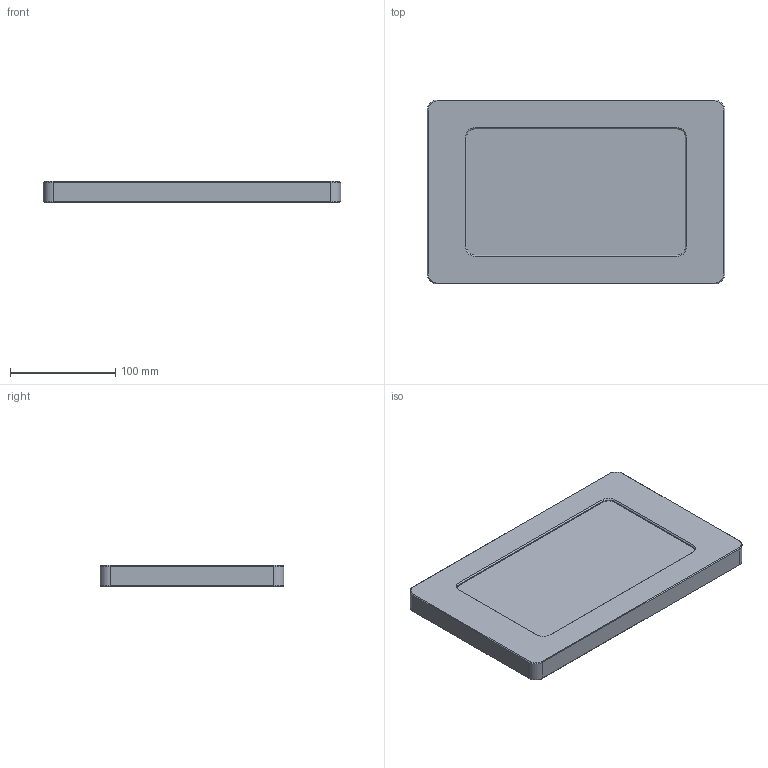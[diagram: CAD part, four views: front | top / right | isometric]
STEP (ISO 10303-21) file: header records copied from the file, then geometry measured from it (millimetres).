
FILE_DESCRIPTION(/* description */ (''),/* implementation_level */ '2;1');
FILE_NAME(/* name */ 'VB_VESA_GTA080Y17.step',/* time_stamp */ '2019-08-23T13:24:25-04:00',/* author */ ('NickC'),/* organization */ (''),/* preprocessor_version */ 'ST-DEVELOPER v17',/* originating_system */ 'Autodesk Inventor 2019',/* authorisation */ '');
FILE_SCHEMA (('AUTOMOTIVE_DESIGN { 1 0 10303 214 3 1 1 }'));
Products named in the file (1): Part2
Bounding box: 283.24 x 175.01 x 20.07 mm (x, y, z)
Volume: 926392.5 mm3; surface area: 122042.6 mm2
Topology: 1 solids, 6 shells, 1064 faces, 2842 edges, 1884 vertices
Faces by surface type: plane 685, cylinder 162, bspline 115, cone 102
Full cylindrical faces by diameter (mm): 2.438 x14, 3.251 x4, 3.306 x48, 4.166 x43, 4.496 x8, 6.3 x4, 38.1 x1
Entity records: 41029 total; most frequent: CARTESIAN_POINT 15096, ORIENTED_EDGE 5684, DIRECTION 4492, EDGE_CURVE 2842, LINE 1948, VECTOR 1948, VERTEX_POINT 1884, AXIS2_PLACEMENT_3D 1272
